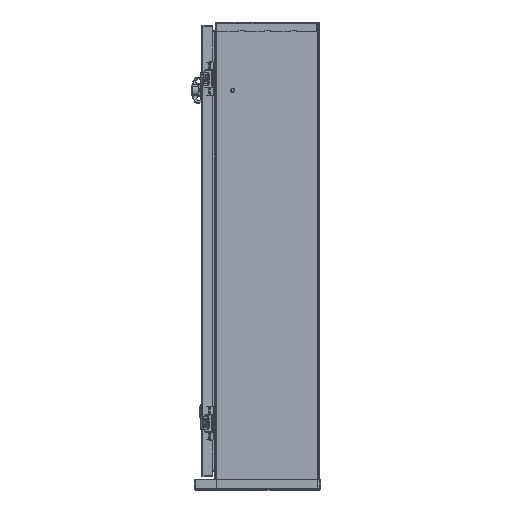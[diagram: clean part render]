
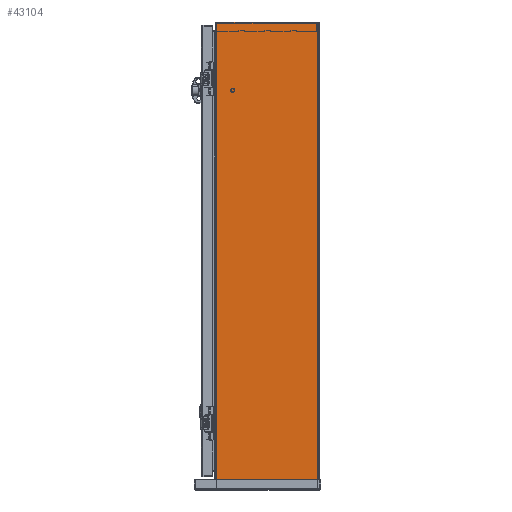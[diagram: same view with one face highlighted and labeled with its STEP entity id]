
A CAD part, left-side view. The second image highlights one B-rep face of the part: STEP entity #43104.
In plain terms, the highlighted planar face has unit normal (-1, 0, 0).
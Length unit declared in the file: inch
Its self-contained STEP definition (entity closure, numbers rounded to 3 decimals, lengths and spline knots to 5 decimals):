
#2402 = DIRECTION ( 'NONE',  ( 0., 0., 1. ) ) ;
#3026 = VERTEX_POINT ( 'NONE', #53509 ) ;
#3292 = ORIENTED_EDGE ( 'NONE', *, *, #67637, .F. ) ;
#7025 = DIRECTION ( 'NONE',  ( 0., 0., -1. ) ) ;
#8601 = CARTESIAN_POINT ( 'NONE',  ( -15., 0.136, -35.925 ) ) ;
#9941 = VERTEX_POINT ( 'NONE', #77520 ) ;
#10965 = LINE ( 'NONE', #19588, #84236 ) ;
#13761 = DIRECTION ( 'NONE',  ( 0., 1., 0. ) ) ;
#15092 = LINE ( 'NONE', #55038, #56086 ) ;
#18560 = PLANE ( 'NONE',  #25744 ) ;
#19588 = CARTESIAN_POINT ( 'NONE',  ( -15., 0.136, 0. ) ) ;
#21775 = CARTESIAN_POINT ( 'NONE',  ( -15., 4.0095, 0. ) ) ;
#25744 = AXIS2_PLACEMENT_3D ( 'NONE', #60635, #42852, #2402 ) ;
#29495 = EDGE_LOOP ( 'NONE', ( #3292, #41196, #45617, #99832 ) ) ;
#37204 = EDGE_CURVE ( 'NONE', #97348, #3026, #15092, .T. ) ;
#41196 = ORIENTED_EDGE ( 'NONE', *, *, #66491, .T. ) ;
#42852 = DIRECTION ( 'NONE',  ( -1., 0., 0. ) ) ;
#43104 = ADVANCED_FACE ( 'NONE', ( #81850 ), #18560, .T. ) ;
#45617 = ORIENTED_EDGE ( 'NONE', *, *, #37204, .T. ) ;
#45994 = DIRECTION ( 'NONE',  ( 0., 0., -1. ) ) ;
#49985 = VERTEX_POINT ( 'NONE', #8601 ) ;
#53509 = CARTESIAN_POINT ( 'NONE',  ( -15., 7.883, -35.925 ) ) ;
#53612 = LINE ( 'NONE', #21775, #91227 ) ;
#55038 = CARTESIAN_POINT ( 'NONE',  ( -15., 7.883, 0. ) ) ;
#56086 = VECTOR ( 'NONE', #7025, 39.37008 ) ;
#60635 = CARTESIAN_POINT ( 'NONE',  ( -15., 7.883, 0. ) ) ;
#60659 = DIRECTION ( 'NONE',  ( 0., 1., 0. ) ) ;
#66491 = EDGE_CURVE ( 'NONE', #9941, #97348, #53612, .T. ) ;
#67637 = EDGE_CURVE ( 'NONE', #9941, #49985, #10965, .T. ) ;
#70953 = LINE ( 'NONE', #93651, #94001 ) ;
#77520 = CARTESIAN_POINT ( 'NONE',  ( -15., 0.136, 0. ) ) ;
#78881 = EDGE_CURVE ( 'NONE', #49985, #3026, #70953, .T. ) ;
#81850 = FACE_OUTER_BOUND ( 'NONE', #29495, .T. ) ;
#84236 = VECTOR ( 'NONE', #45994, 39.37008 ) ;
#91227 = VECTOR ( 'NONE', #60659, 39.37008 ) ;
#93651 = CARTESIAN_POINT ( 'NONE',  ( -15., 4.0095, -35.925 ) ) ;
#94001 = VECTOR ( 'NONE', #13761, 39.37008 ) ;
#97348 = VERTEX_POINT ( 'NONE', #103918 ) ;
#99832 = ORIENTED_EDGE ( 'NONE', *, *, #78881, .F. ) ;
#103918 = CARTESIAN_POINT ( 'NONE',  ( -15., 7.883, 0. ) ) ;
